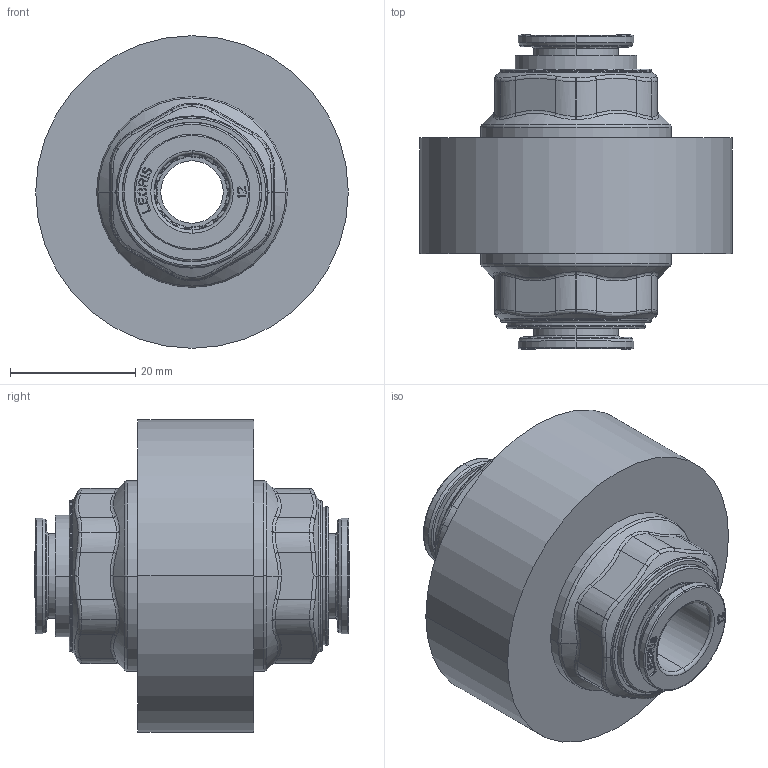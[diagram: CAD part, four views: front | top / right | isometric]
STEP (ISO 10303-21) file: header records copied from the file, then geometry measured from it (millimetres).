
FILE_DESCRIPTION(('STEP AP214'),'1');
FILE_NAME('6816_12_00.stp','2016-07-07T14:44:28',('TraceParts'),('TraceParts S.A.'),'Spatial InterOp 3D',' ',' ');
FILE_SCHEMA(('automotive_design'));
Length unit declared in the file: millimetre
Products named in the file (16): 6816 12 00|44112-19_ASM_1479#44112-19_ASM|44112-21_ASM_1477#44112-21_ASM|44112-32_1474#44112-32;Solide1; 6816 12 00|44112-19_ASM_1479#44112-19_ASM|44112-21_ASM_1477#44112-21_ASM|44112-30_1475#44112-30;Solide1; 6816 12 00|44112-19_ASM_1479#44112-19_ASM|44112-21_ASM_1477#44112-21_ASM|44112_1476#44112;Solide1; 6816 12 00|44112-19_ASM_1479#44112-19_ASM|44112-40_1478#44112-40;Solide1; 6816 12 00|44112-19_ASM_1481#44112-19_ASM|44112-21_ASM_1477#44112-21_ASM|44112-32_1474#44112-32;Solide1; 6816 12 00|44112-19_ASM_1481#44112-19_ASM|44112-21_ASM_1477#44112-21_ASM|44112-30_1475#44112-30;Solide1; 6816 12 00|44112-19_ASM_1481#44112-19_ASM|44112-21_ASM_1477#44112-21_ASM|44112_1476#44112;Solide1; 6816 12 00|44112-19_ASM_1481#44112-19_ASM|44112-40_1478#44112-40;Solide1; 6816 12 00|44522-26_ASM_1484#44522-26_ASM|44522-10_1482#44522-10;Solide1; 6816 12 00|44522-26_ASM_1484#44522-26_ASM|40666_ASM_D26-4_D22_LG1-8_1483#40666_ASM_D26-4_D22_LG1-8;Solide1; 6816 12 00|44522-26_ASM_1486#44522-26_ASM|44522-10_1482#44522-10;Solide1; 6816 12 00|44522-26_ASM_1486#44522-26_ASM|40666_ASM_D26-4_D22_LG1-8_1483#40666_ASM_D26-4_D22_LG1-8;Solide1; 6816 12 00|44522-09_1472#44522-09;Solide1; 6816 12 00|44112-11-10-ASM_1473#44112-11-10-ASM;Solide1; 6816 12 00|44112-11-10-ASM_1480#44112-11-10-ASM;Solide1; 6816 12 00|CLOISON-EP18-5_1485#CLOISON-EP18-5;Solide1
Bounding box: 50 x 50.4 x 50 mm (x, y, z)
Volume: 45623.3 mm3; surface area: 25534.2 mm2
Topology: 16 solids, 16 shells, 1466 faces, 3678 edges, 2284 vertices
Faces by surface type: plane 494, cylinder 286, bspline 268, torus 228, cone 186, sphere 4
Entity records: 76653 total; most frequent: CARTESIAN_POINT 29920, ORIENTED_EDGE 7348, DIRECTION 7228, EDGE_CURVE 3674, AXIS2_PLACEMENT_3D 2716, VERTEX_POINT 2284, LINE 1796, VECTOR 1796
